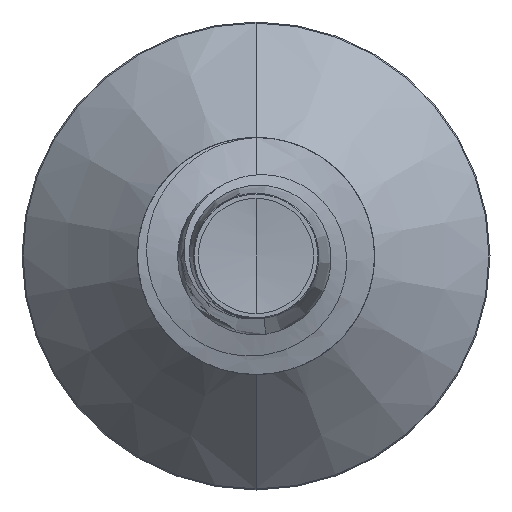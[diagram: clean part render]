
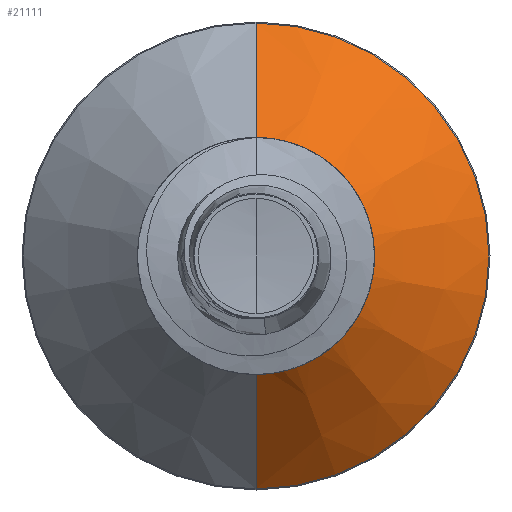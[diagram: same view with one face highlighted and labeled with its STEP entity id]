
A CAD part, front view. The second image highlights one B-rep face of the part: STEP entity #21111.
In plain terms, the highlighted conical face has half-angle 45 degrees and reference radius 3.632 mm.
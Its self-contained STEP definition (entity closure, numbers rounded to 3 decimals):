
#983 = ORIENTED_EDGE ( 'NONE', *, *, #22030, .T. ) ;
#2247 = CONICAL_SURFACE ( 'NONE', #6341, 3.632, 0.785 ) ;
#2830 = VERTEX_POINT ( 'NONE', #17606 ) ;
#3241 = VERTEX_POINT ( 'NONE', #20827 ) ;
#4267 = AXIS2_PLACEMENT_3D ( 'NONE', #6739, #21640, #9127 ) ;
#5107 = ORIENTED_EDGE ( 'NONE', *, *, #23820, .F. ) ;
#5460 = DIRECTION ( 'NONE',  ( 0., 0., 1. ) ) ;
#5468 = DIRECTION ( 'NONE',  ( 0., 1., 0. ) ) ;
#5506 = CARTESIAN_POINT ( 'NONE',  ( 0., 36.515, 0. ) ) ;
#5952 = EDGE_LOOP ( 'NONE', ( #14065, #983, #17290, #5107 ) ) ;
#5972 = VECTOR ( 'NONE', #19266, 1000. ) ;
#6341 = AXIS2_PLACEMENT_3D ( 'NONE', #13965, #23587, #26501 ) ;
#6739 = CARTESIAN_POINT ( 'NONE',  ( 0., 32.282, 0. ) ) ;
#7276 = CARTESIAN_POINT ( 'NONE',  ( 0., 36.515, -7.865 ) ) ;
#8869 = AXIS2_PLACEMENT_3D ( 'NONE', #5506, #5468, #5460 ) ;
#9127 = DIRECTION ( 'NONE',  ( 0., 0., 1. ) ) ;
#9227 = CARTESIAN_POINT ( 'NONE',  ( 0., 32.282, 3.632 ) ) ;
#9733 = FACE_OUTER_BOUND ( 'NONE', #5952, .T. ) ;
#11580 = DIRECTION ( 'NONE',  ( 0., 0.707, 0.707 ) ) ;
#11830 = CARTESIAN_POINT ( 'NONE',  ( 0., 32.282, 3.632 ) ) ;
#13965 = CARTESIAN_POINT ( 'NONE',  ( 0., 32.282, 0. ) ) ;
#14065 = ORIENTED_EDGE ( 'NONE', *, *, #23631, .T. ) ;
#16784 = VERTEX_POINT ( 'NONE', #11830 ) ;
#16935 = CIRCLE ( 'NONE', #8869, 7.865 ) ;
#17290 = ORIENTED_EDGE ( 'NONE', *, *, #20762, .F. ) ;
#17514 = VECTOR ( 'NONE', #11580, 1000. ) ;
#17606 = CARTESIAN_POINT ( 'NONE',  ( 0., 36.515, 7.865 ) ) ;
#19208 = VERTEX_POINT ( 'NONE', #7276 ) ;
#19266 = DIRECTION ( 'NONE',  ( 0., 0.707, -0.707 ) ) ;
#20762 = EDGE_CURVE ( 'NONE', #2830, #19208, #16935, .T. ) ;
#20827 = CARTESIAN_POINT ( 'NONE',  ( 0., 32.282, -3.632 ) ) ;
#21111 = ADVANCED_FACE ( 'NONE', ( #9733 ), #2247, .T. ) ;
#21160 = CARTESIAN_POINT ( 'NONE',  ( 0., 32.282, -3.632 ) ) ;
#21640 = DIRECTION ( 'NONE',  ( 0., 1., 0. ) ) ;
#22030 = EDGE_CURVE ( 'NONE', #3241, #19208, #22898, .T. ) ;
#22589 = LINE ( 'NONE', #9227, #17514 ) ;
#22898 = LINE ( 'NONE', #21160, #5972 ) ;
#23166 = CIRCLE ( 'NONE', #4267, 3.632 ) ;
#23587 = DIRECTION ( 'NONE',  ( 0., 1., 0. ) ) ;
#23631 = EDGE_CURVE ( 'NONE', #16784, #3241, #23166, .T. ) ;
#23820 = EDGE_CURVE ( 'NONE', #16784, #2830, #22589, .T. ) ;
#26501 = DIRECTION ( 'NONE',  ( 0., 0., 1. ) ) ;
